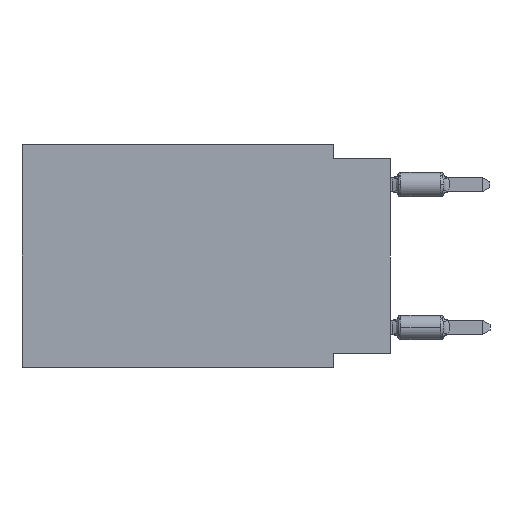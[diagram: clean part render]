
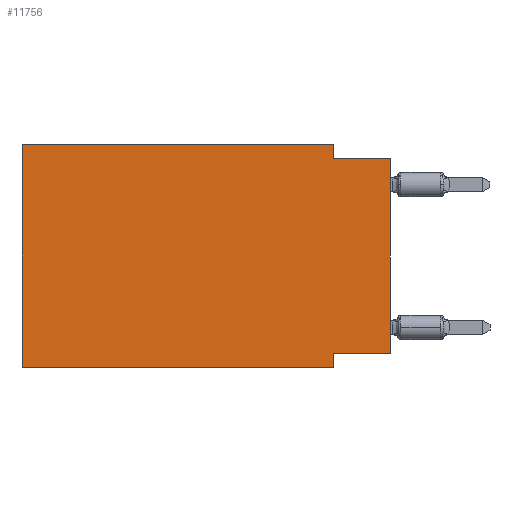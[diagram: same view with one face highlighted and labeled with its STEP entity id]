
A CAD part, left-side view. The second image highlights one B-rep face of the part: STEP entity #11756.
In plain terms, the highlighted planar face has unit normal (-1, 0, 0).
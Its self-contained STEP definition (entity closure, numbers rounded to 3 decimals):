
#504 = ORIENTED_EDGE ( 'NONE', *, *, #8781, .F. ) ;
#536 = EDGE_LOOP ( 'NONE', ( #1217, #8886, #13573, #17421, #504, #8985, #3232, #13222 ) ) ;
#577 = VERTEX_POINT ( 'NONE', #3642 ) ;
#635 = CARTESIAN_POINT ( 'NONE',  ( 0., 16.383, -9.906 ) ) ;
#677 = VECTOR ( 'NONE', #7765, 1000. ) ;
#884 = CARTESIAN_POINT ( 'NONE',  ( 0., 2.54, -9.906 ) ) ;
#1001 = LINE ( 'NONE', #635, #9061 ) ;
#1217 = ORIENTED_EDGE ( 'NONE', *, *, #12811, .T. ) ;
#1283 = LINE ( 'NONE', #8299, #16330 ) ;
#1420 = CARTESIAN_POINT ( 'NONE',  ( 0., 16.383, 0. ) ) ;
#1517 = CARTESIAN_POINT ( 'NONE',  ( 0., 0., 0. ) ) ;
#1644 = LINE ( 'NONE', #13007, #8875 ) ;
#2717 = EDGE_CURVE ( 'NONE', #12342, #577, #9935, .T. ) ;
#2818 = DIRECTION ( 'NONE',  ( 0., 0., -1. ) ) ;
#2998 = CARTESIAN_POINT ( 'NONE',  ( 0., 0., -0.635 ) ) ;
#3232 = ORIENTED_EDGE ( 'NONE', *, *, #2717, .F. ) ;
#3547 = FACE_OUTER_BOUND ( 'NONE', #536, .T. ) ;
#3642 = CARTESIAN_POINT ( 'NONE',  ( 0., 2.54, -9.906 ) ) ;
#3715 = CARTESIAN_POINT ( 'NONE',  ( 0., 0., -9.271 ) ) ;
#3731 = CARTESIAN_POINT ( 'NONE',  ( 0., 16.383, 0. ) ) ;
#4203 = EDGE_CURVE ( 'NONE', #17685, #12342, #11117, .T. ) ;
#4582 = LINE ( 'NONE', #18485, #13220 ) ;
#5237 = CARTESIAN_POINT ( 'NONE',  ( 0., 16.383, 0. ) ) ;
#5510 = DIRECTION ( 'NONE',  ( 0., 0., 1. ) ) ;
#6019 = LINE ( 'NONE', #1517, #11637 ) ;
#6114 = VECTOR ( 'NONE', #7936, 1000. ) ;
#7625 = EDGE_CURVE ( 'NONE', #10784, #9688, #1644, .T. ) ;
#7667 = VECTOR ( 'NONE', #2818, 1000. ) ;
#7743 = VERTEX_POINT ( 'NONE', #16474 ) ;
#7765 = DIRECTION ( 'NONE',  ( 0., -1., 0. ) ) ;
#7853 = DIRECTION ( 'NONE',  ( 0., 0., -1. ) ) ;
#7936 = DIRECTION ( 'NONE',  ( 0., 1., 0. ) ) ;
#8197 = AXIS2_PLACEMENT_3D ( 'NONE', #3731, #18095, #7853 ) ;
#8299 = CARTESIAN_POINT ( 'NONE',  ( 0., 16.383, 0. ) ) ;
#8653 = CARTESIAN_POINT ( 'NONE',  ( 0., 0., -9.271 ) ) ;
#8692 = DIRECTION ( 'NONE',  ( 0., 0., -1. ) ) ;
#8781 = EDGE_CURVE ( 'NONE', #7743, #10862, #1283, .T. ) ;
#8875 = VECTOR ( 'NONE', #12922, 1000. ) ;
#8886 = ORIENTED_EDGE ( 'NONE', *, *, #7625, .F. ) ;
#8985 = ORIENTED_EDGE ( 'NONE', *, *, #10279, .T. ) ;
#9061 = VECTOR ( 'NONE', #15276, 1000. ) ;
#9688 = VERTEX_POINT ( 'NONE', #2998 ) ;
#9935 = LINE ( 'NONE', #884, #7667 ) ;
#10279 = EDGE_CURVE ( 'NONE', #7743, #577, #1001, .T. ) ;
#10397 = EDGE_CURVE ( 'NONE', #10862, #14849, #12368, .T. ) ;
#10784 = VERTEX_POINT ( 'NONE', #13073 ) ;
#10862 = VERTEX_POINT ( 'NONE', #1420 ) ;
#11117 = LINE ( 'NONE', #3715, #6114 ) ;
#11637 = VECTOR ( 'NONE', #11745, 1000. ) ;
#11745 = DIRECTION ( 'NONE',  ( 0., 0., 1. ) ) ;
#11756 = ADVANCED_FACE ( 'NONE', ( #3547 ), #13878, .F. ) ;
#12286 = CARTESIAN_POINT ( 'NONE',  ( 0., 2.54, 0. ) ) ;
#12342 = VERTEX_POINT ( 'NONE', #17032 ) ;
#12368 = LINE ( 'NONE', #5237, #677 ) ;
#12811 = EDGE_CURVE ( 'NONE', #17685, #9688, #6019, .T. ) ;
#12922 = DIRECTION ( 'NONE',  ( 0., -1., 0. ) ) ;
#13007 = CARTESIAN_POINT ( 'NONE',  ( 0., 0., -0.635 ) ) ;
#13073 = CARTESIAN_POINT ( 'NONE',  ( 0., 2.54, -0.635 ) ) ;
#13220 = VECTOR ( 'NONE', #8692, 1000. ) ;
#13222 = ORIENTED_EDGE ( 'NONE', *, *, #4203, .F. ) ;
#13573 = ORIENTED_EDGE ( 'NONE', *, *, #14909, .F. ) ;
#13878 = PLANE ( 'NONE',  #8197 ) ;
#14849 = VERTEX_POINT ( 'NONE', #12286 ) ;
#14909 = EDGE_CURVE ( 'NONE', #14849, #10784, #4582, .T. ) ;
#15276 = DIRECTION ( 'NONE',  ( 0., -1., 0. ) ) ;
#16330 = VECTOR ( 'NONE', #5510, 1000. ) ;
#16474 = CARTESIAN_POINT ( 'NONE',  ( 0., 16.383, -9.906 ) ) ;
#17032 = CARTESIAN_POINT ( 'NONE',  ( 0., 2.54, -9.271 ) ) ;
#17421 = ORIENTED_EDGE ( 'NONE', *, *, #10397, .F. ) ;
#17685 = VERTEX_POINT ( 'NONE', #8653 ) ;
#18095 = DIRECTION ( 'NONE',  ( 1., 0., 0. ) ) ;
#18485 = CARTESIAN_POINT ( 'NONE',  ( 0., 2.54, 0. ) ) ;
